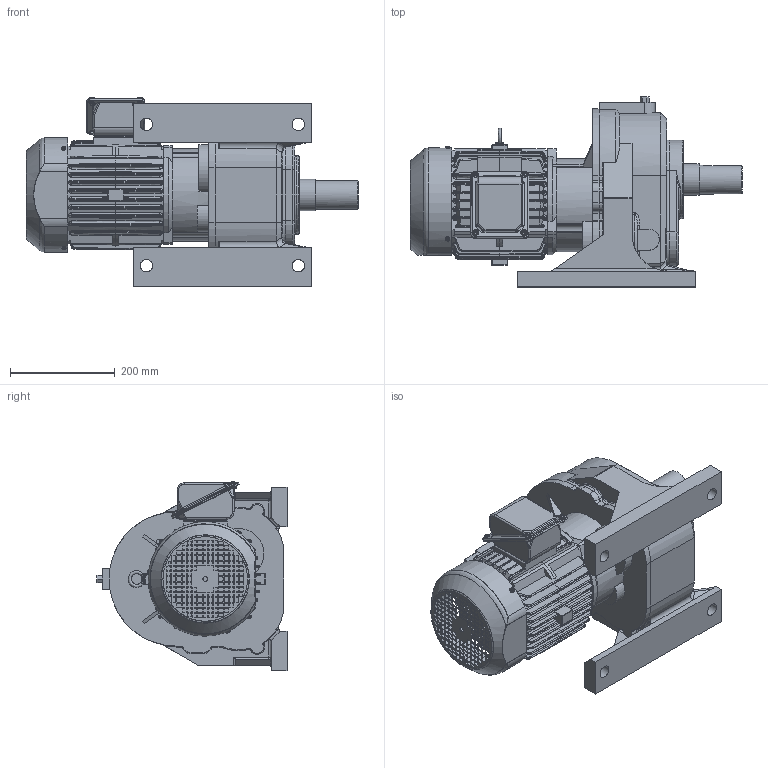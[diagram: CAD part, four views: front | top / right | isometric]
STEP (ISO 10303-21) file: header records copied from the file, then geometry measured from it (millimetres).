
FILE_DESCRIPTION (( 'STEP AP214' ), '1' );
FILE_NAME ('EK2DO07671H001_F1HM_2.2KW_R60_CUSTOMER.stp', '2022-08-11T02:04:08', ( '' ), ( '' ), 'SwSTEP 2.0', 'SolidWorks 2021', '' );
FILE_SCHEMA (( 'AUTOMOTIVE_DESIGN' ));
Length unit declared in the file: millimetre
Products named in the file (1): EK2DO07671H001_F1HM_2.2KW_R60_CUSTOMER
Bounding box: 634 x 363 x 361.46 mm (x, y, z)
Volume: 22750237 mm3; surface area: 1321886.1 mm2
Topology: 17 solids, 19 shells, 3262 faces, 8663 edges, 5442 vertices
Faces by surface type: cylinder 1337, plane 1301, bspline 566, cone 58
Full cylindrical faces by diameter (mm): 4.917 x4, 5 x3, 6 x9, 6.647 x7, 7 x8, 8 x5, 9 x1, 10 x7, 10.5 x4, 13 x2, 16 x1, 18 x1, 19.242 x1, 24 x4, 30 x1, 40 x1, 45 x1, 55 x1, 60 x1, 150 x1, 182 x2
Entity records: 166925 total; most frequent: CARTESIAN_POINT 53385, ORIENTED_EDGE 17022, DIRECTION 14892, EDGE_CURVE 8511, VERTEX_POINT 5419, AXIS2_PLACEMENT_3D 5175, VECTOR 4542, LINE 4542
